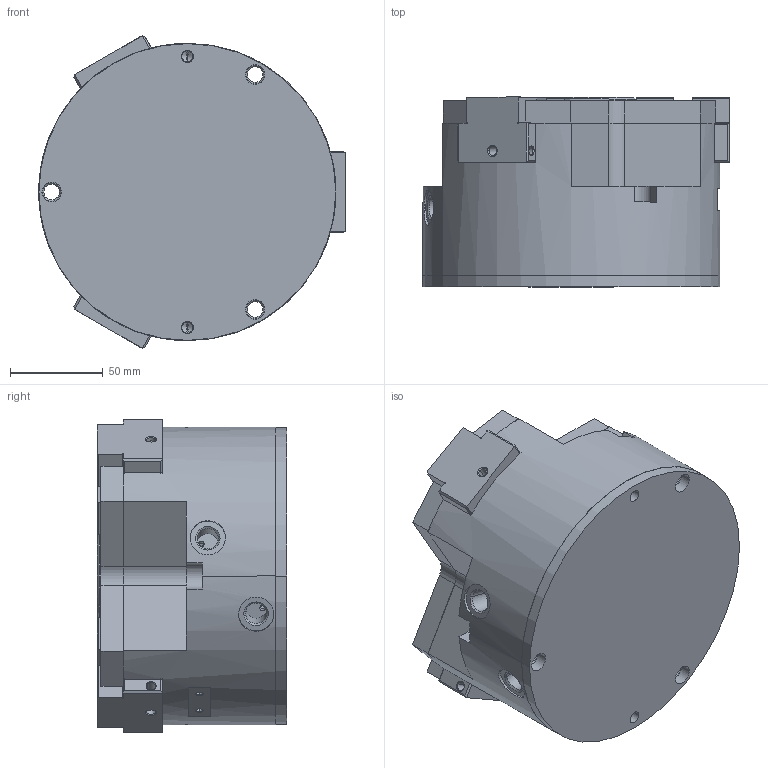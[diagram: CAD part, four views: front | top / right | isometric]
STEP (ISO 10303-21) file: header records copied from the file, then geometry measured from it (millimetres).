
FILE_DESCRIPTION( ( '' ), '1' );
FILE_NAME( 'op160_3_op750dbc_0_2_14a.stp', '2010-10-25T12:49:24', ( '' ), ( '' ), ' ', ' ', ' ' );
FILE_SCHEMA( ( 'automotive_design' ) );
Length unit declared in the file: millimetre
Products named in the file (4): 1; 2; 3; 4
Bounding box: 165 x 102 x 168.22 mm (x, y, z)
Volume: 1779594.6 mm3; surface area: 164927.4 mm2
Topology: 4 solids, 4 shells, 403 faces, 1018 edges, 616 vertices
Faces by surface type: plane 194, cylinder 111, cone 98
Entity records: 23286 total; most frequent: CARTESIAN_POINT 2321, DIRECTION 2067, STYLED_ITEM 2001, PRESENTATION_STYLE_ASSIGNMENT 2001, COLOUR_RGB 2001, ORIENTED_EDGE 1956, EDGE_CURVE 978, CURVE_STYLE 978
